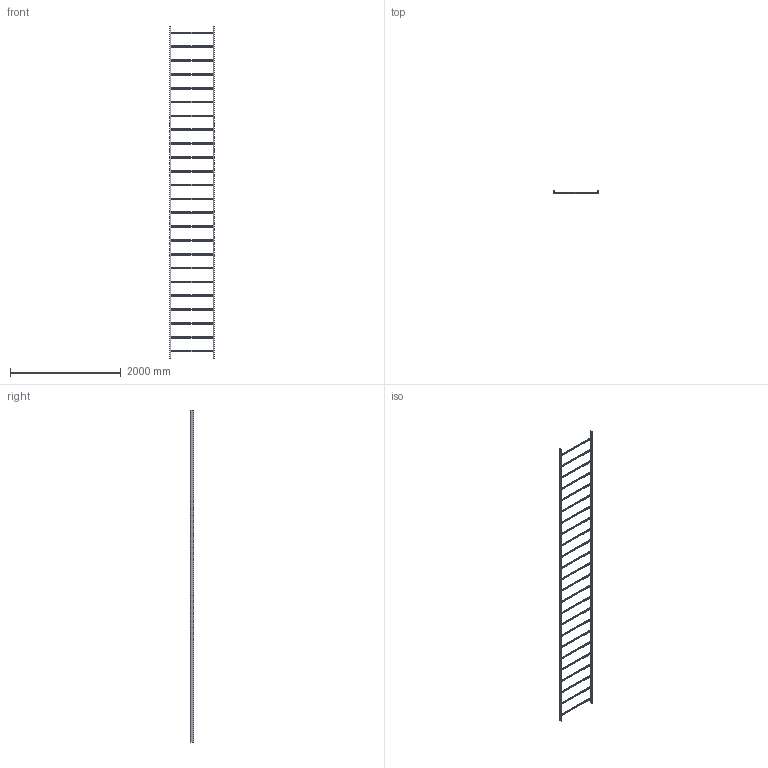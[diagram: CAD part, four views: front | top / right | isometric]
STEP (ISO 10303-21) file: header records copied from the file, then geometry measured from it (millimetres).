
FILE_DESCRIPTION (( 'STEP AP203' ), '1' );
FILE_NAME ('10-02-1218.STEP', '2013-05-02T08:47:30', ( 'asennus' ), ( '' ), 'SwSTEP 2.0', 'SolidWorks 2013', '' );
FILE_SCHEMA (( 'CONFIG_CONTROL_DESIGN' ));
Length unit declared in the file: millimetre
Products named in the file (1): 10-02-1218
Bounding box: 800 x 60 x 6000 mm (x, y, z)
Volume: 2730523.2 mm3; surface area: 5532620.7 mm2
Topology: 26 solids, 26 shells, 4340 faces, 11712 edges, 7424 vertices
Faces by surface type: plane 2508, cylinder 1832
Entity records: 138239 total; most frequent: DIRECTION 24058, CARTESIAN_POINT 23477, ORIENTED_EDGE 23424, EDGE_CURVE 11712, LINE 8048, VECTOR 8048, AXIS2_PLACEMENT_3D 8005, VERTEX_POINT 7424
